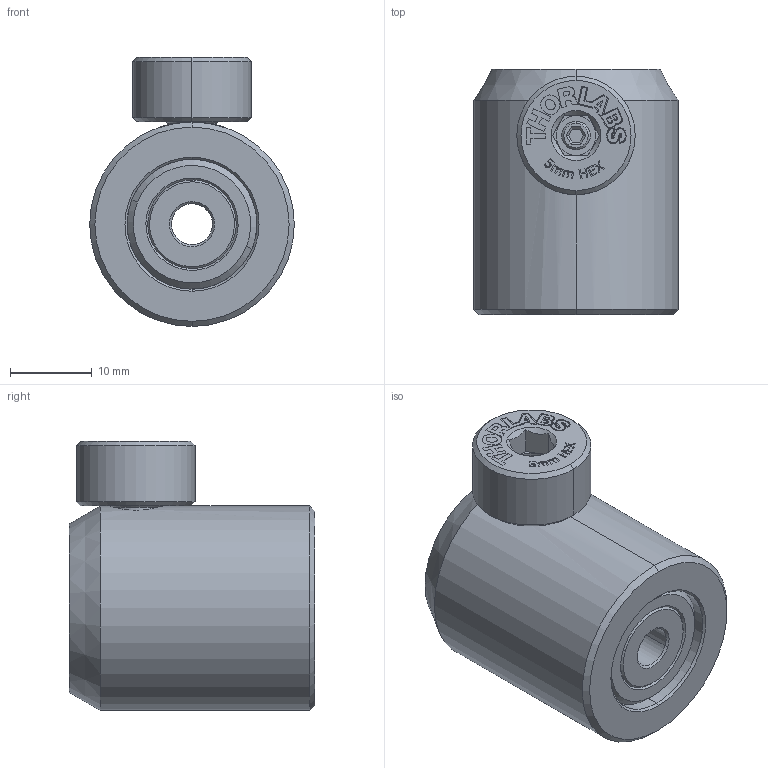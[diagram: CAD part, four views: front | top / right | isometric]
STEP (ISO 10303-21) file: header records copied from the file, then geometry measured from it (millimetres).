
FILE_DESCRIPTION (( 'STEP AP214' ), '1' );
FILE_NAME ('23130-E0W.STEP', '2013-08-16T13:05:46', ( '' ), ( '' ), 'SwSTEP 2.0', 'SolidWorks 2012', '' );
FILE_SCHEMA (( 'AUTOMOTIVE_DESIGN' ));
Length unit declared in the file: inch
Products named in the file (1): 23130-E0W
Bounding box: 25 x 30 x 32.87 mm (x, y, z)
Volume: 12215 mm3; surface area: 6167.8 mm2
Topology: 6 solids, 6 shells, 408 faces, 1052 edges, 687 vertices
Faces by surface type: plane 217, bspline 96, cylinder 55, cone 36, torus 2, sphere 2
Entity records: 20418 total; most frequent: CARTESIAN_POINT 5788, ORIENTED_EDGE 2096, DIRECTION 1543, EDGE_CURVE 1048, LINE 685, VECTOR 685, VERTEX_POINT 685, EDGE_LOOP 449
